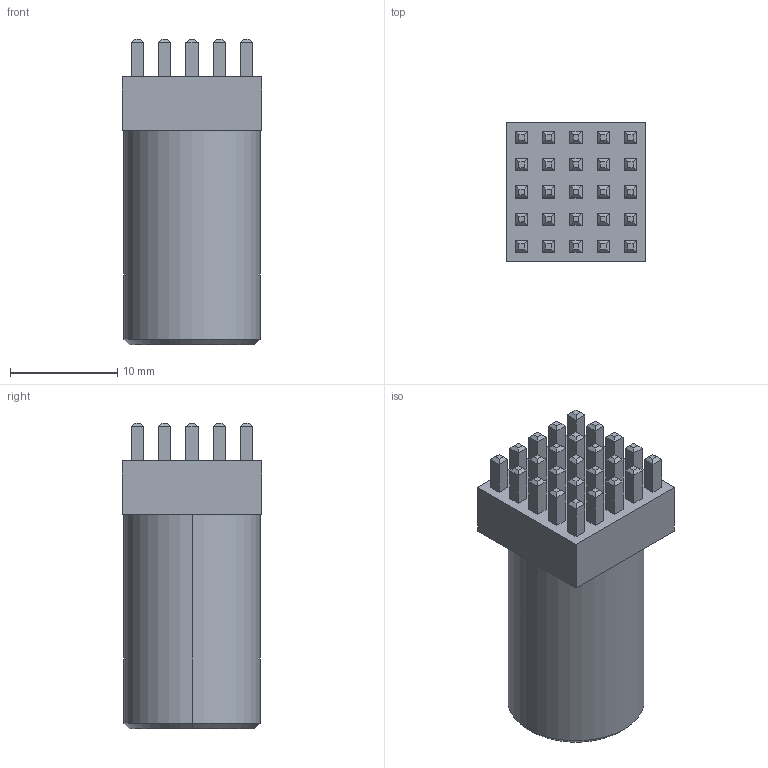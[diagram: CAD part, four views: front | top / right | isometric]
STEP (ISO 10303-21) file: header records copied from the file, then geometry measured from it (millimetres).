
FILE_DESCRIPTION (( 'STEP AP203' ), '1' );
FILE_NAME ('96581-C.STEP', '2013-12-17T20:42:49', ( 'Hajo' ), ( 'Microsoft' ), 'SwSTEP 2.0', 'SolidWorks 2011', '' );
FILE_SCHEMA (( 'CONFIG_CONTROL_DESIGN' ));
Length unit declared in the file: millimetre
Products named in the file (1): 96581-C
Bounding box: 13 x 13 x 28.5 mm (x, y, z)
Volume: 2911.7 mm3; surface area: 2082.4 mm2
Topology: 1 solids, 1 shells, 240 faces, 532 edges, 319 vertices
Faces by surface type: plane 232, cone 4, cylinder 4
Entity records: 6417 total; most frequent: CARTESIAN_POINT 1090, ORIENTED_EDGE 1060, DIRECTION 1022, EDGE_CURVE 530, VECTOR 520, LINE 520, VERTEX_POINT 319, EDGE_LOOP 267
